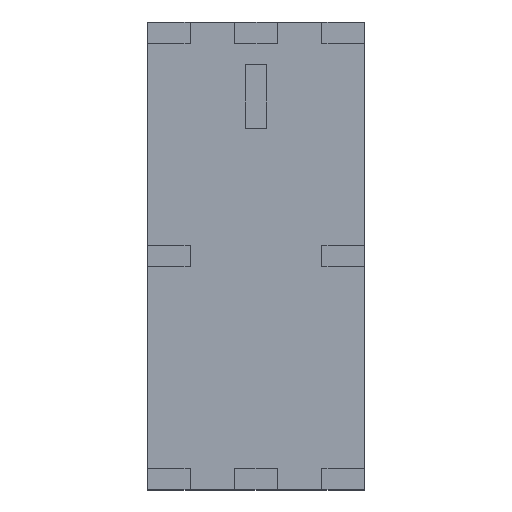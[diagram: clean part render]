
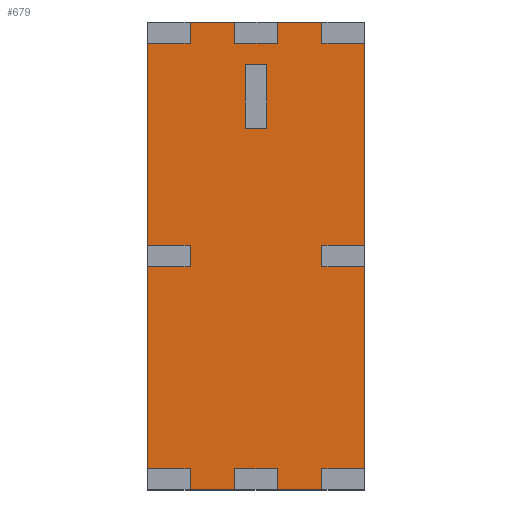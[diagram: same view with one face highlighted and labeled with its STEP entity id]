
A CAD part, top view. The second image highlights one B-rep face of the part: STEP entity #679.
In plain terms, the highlighted planar face has unit normal (0, 0, 1).
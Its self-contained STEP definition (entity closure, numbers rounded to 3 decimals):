
#679=ADVANCED_FACE('',(#1191,#1192),#1193,.T.);
#1191=FACE_BOUND('',#1434,.T.);
#1192=FACE_OUTER_BOUND('',#1435,.T.);
#1193=PLANE('',#1436);
#1434=EDGE_LOOP('',(#1943,#1944,#1945,#1946));
#1435=EDGE_LOOP('',(#1947,#1948,#1949,#1950,#1951,#1952,#1953,#1954,#1955,#1956,#1957,#1958,#1959,#1960,#1961,#1962,#1963,#1964,#1965,#1966,#1967,#1968,#1969,#1970,#1971,#1972,#1973,#1974));
#1436=AXIS2_PLACEMENT_3D('',#1975,#1976,#1977);
#1943=ORIENTED_EDGE('',*,*,#2423,.T.);
#1944=ORIENTED_EDGE('',*,*,#2424,.T.);
#1945=ORIENTED_EDGE('',*,*,#2419,.T.);
#1946=ORIENTED_EDGE('',*,*,#2416,.T.);
#1947=ORIENTED_EDGE('',*,*,#2391,.T.);
#1948=ORIENTED_EDGE('',*,*,#2340,.T.);
#1949=ORIENTED_EDGE('',*,*,#2412,.T.);
#1950=ORIENTED_EDGE('',*,*,#2336,.T.);
#1951=ORIENTED_EDGE('',*,*,#2333,.T.);
#1952=ORIENTED_EDGE('',*,*,#2394,.T.);
#1953=ORIENTED_EDGE('',*,*,#2410,.T.);
#1954=ORIENTED_EDGE('',*,*,#2341,.F.);
#1955=ORIENTED_EDGE('',*,*,#2345,.F.);
#1956=ORIENTED_EDGE('',*,*,#2402,.T.);
#1957=ORIENTED_EDGE('',*,*,#2348,.F.);
#1958=ORIENTED_EDGE('',*,*,#2352,.F.);
#1959=ORIENTED_EDGE('',*,*,#2355,.F.);
#1960=ORIENTED_EDGE('',*,*,#2400,.T.);
#1961=ORIENTED_EDGE('',*,*,#2358,.F.);
#1962=ORIENTED_EDGE('',*,*,#2362,.F.);
#1963=ORIENTED_EDGE('',*,*,#2398,.T.);
#1964=ORIENTED_EDGE('',*,*,#2368,.T.);
#1965=ORIENTED_EDGE('',*,*,#2371,.T.);
#1966=ORIENTED_EDGE('',*,*,#2374,.T.);
#1967=ORIENTED_EDGE('',*,*,#2396,.T.);
#1968=ORIENTED_EDGE('',*,*,#2378,.T.);
#1969=ORIENTED_EDGE('',*,*,#2381,.T.);
#1970=ORIENTED_EDGE('',*,*,#2425,.T.);
#1971=ORIENTED_EDGE('',*,*,#2385,.T.);
#1972=ORIENTED_EDGE('',*,*,#2388,.T.);
#1973=ORIENTED_EDGE('',*,*,#2409,.T.);
#1974=ORIENTED_EDGE('',*,*,#2411,.T.);
#1975=CARTESIAN_POINT('',(2.55,-5.5,1.5));
#1976=DIRECTION('',(0.0,0.0,1.0));
#1977=DIRECTION('',(0.,1.0,0.0));
#2333=EDGE_CURVE('',#2534,#2539,#2541,.T.);
#2336=EDGE_CURVE('',#2542,#2534,#2546,.T.);
#2340=EDGE_CURVE('',#2547,#2552,#2554,.T.);
#2341=EDGE_CURVE('',#2555,#2556,#2557,.T.);
#2345=EDGE_CURVE('',#2563,#2555,#2564,.T.);
#2348=EDGE_CURVE('',#2568,#2569,#2570,.T.);
#2352=EDGE_CURVE('',#2576,#2568,#2577,.T.);
#2355=EDGE_CURVE('',#2581,#2576,#2582,.T.);
#2358=EDGE_CURVE('',#2586,#2587,#2588,.T.);
#2362=EDGE_CURVE('',#2594,#2586,#2595,.T.);
#2368=EDGE_CURVE('',#2599,#2604,#2606,.T.);
#2371=EDGE_CURVE('',#2604,#2609,#2611,.T.);
#2374=EDGE_CURVE('',#2609,#2614,#2616,.T.);
#2378=EDGE_CURVE('',#2617,#2622,#2624,.T.);
#2381=EDGE_CURVE('',#2622,#2627,#2629,.T.);
#2385=EDGE_CURVE('',#2630,#2635,#2637,.T.);
#2388=EDGE_CURVE('',#2635,#2640,#2642,.T.);
#2391=EDGE_CURVE('',#2643,#2547,#2647,.T.);
#2394=EDGE_CURVE('',#2539,#2650,#2652,.T.);
#2396=EDGE_CURVE('',#2614,#2617,#2654,.T.);
#2398=EDGE_CURVE('',#2594,#2599,#2656,.T.);
#2400=EDGE_CURVE('',#2581,#2587,#2658,.T.);
#2402=EDGE_CURVE('',#2563,#2569,#2660,.T.);
#2409=EDGE_CURVE('',#2640,#2667,#2669,.T.);
#2410=EDGE_CURVE('',#2650,#2556,#2670,.T.);
#2411=EDGE_CURVE('',#2667,#2643,#2671,.T.);
#2412=EDGE_CURVE('',#2552,#2542,#2672,.T.);
#2416=EDGE_CURVE('',#2673,#2678,#2680,.T.);
#2419=EDGE_CURVE('',#2681,#2673,#2685,.T.);
#2423=EDGE_CURVE('',#2678,#2689,#2691,.T.);
#2424=EDGE_CURVE('',#2689,#2681,#2692,.T.);
#2425=EDGE_CURVE('',#2627,#2630,#2693,.T.);
#2534=VERTEX_POINT('',#2694);
#2539=VERTEX_POINT('',#2701);
#2541=LINE('',#2704,#2705);
#2542=VERTEX_POINT('',#2706);
#2546=LINE('',#2712,#2713);
#2547=VERTEX_POINT('',#2714);
#2552=VERTEX_POINT('',#2721);
#2554=LINE('',#2724,#2725);
#2555=VERTEX_POINT('',#2726);
#2556=VERTEX_POINT('',#2727);
#2557=LINE('',#2728,#2729);
#2563=VERTEX_POINT('',#2738);
#2564=LINE('',#2739,#2740);
#2568=VERTEX_POINT('',#2746);
#2569=VERTEX_POINT('',#2747);
#2570=LINE('',#2748,#2749);
#2576=VERTEX_POINT('',#2758);
#2577=LINE('',#2759,#2760);
#2581=VERTEX_POINT('',#2766);
#2582=LINE('',#2767,#2768);
#2586=VERTEX_POINT('',#2774);
#2587=VERTEX_POINT('',#2775);
#2588=LINE('',#2776,#2777);
#2594=VERTEX_POINT('',#2786);
#2595=LINE('',#2787,#2788);
#2599=VERTEX_POINT('',#2794);
#2604=VERTEX_POINT('',#2801);
#2606=LINE('',#2804,#2805);
#2609=VERTEX_POINT('',#2809);
#2611=LINE('',#2812,#2813);
#2614=VERTEX_POINT('',#2817);
#2616=LINE('',#2820,#2821);
#2617=VERTEX_POINT('',#2822);
#2622=VERTEX_POINT('',#2829);
#2624=LINE('',#2832,#2833);
#2627=VERTEX_POINT('',#2837);
#2629=LINE('',#2840,#2841);
#2630=VERTEX_POINT('',#2842);
#2635=VERTEX_POINT('',#2849);
#2637=LINE('',#2852,#2853);
#2640=VERTEX_POINT('',#2857);
#2642=LINE('',#2860,#2861);
#2643=VERTEX_POINT('',#2862);
#2647=LINE('',#2868,#2869);
#2650=VERTEX_POINT('',#2873);
#2652=LINE('',#2876,#2877);
#2654=LINE('',#2880,#2881);
#2656=LINE('',#2884,#2885);
#2658=LINE('',#2888,#2889);
#2660=LINE('',#2892,#2893);
#2667=VERTEX_POINT('',#2905);
#2669=LINE('',#2908,#2909);
#2670=LINE('',#2910,#2911);
#2671=LINE('',#2912,#2913);
#2672=LINE('',#2914,#2915);
#2673=VERTEX_POINT('',#2916);
#2678=VERTEX_POINT('',#2923);
#2680=LINE('',#2926,#2927);
#2681=VERTEX_POINT('',#2928);
#2685=LINE('',#2934,#2935);
#2689=VERTEX_POINT('',#2941);
#2691=LINE('',#2944,#2945);
#2692=LINE('',#2946,#2947);
#2693=LINE('',#2948,#2949);
#2694=CARTESIAN_POINT('',(1.55,-0.25,1.5));
#2701=CARTESIAN_POINT('',(1.55,0.25,1.5));
#2704=CARTESIAN_POINT('',(1.55,-5.5,1.5));
#2705=VECTOR('',#2953,1.0);
#2706=CARTESIAN_POINT('',(2.55,-0.25,1.5));
#2712=CARTESIAN_POINT('',(2.55,-0.25,1.5));
#2713=VECTOR('',#2956,1.0);
#2714=CARTESIAN_POINT('',(1.55,-5.0,1.5));
#2721=CARTESIAN_POINT('',(2.55,-5.0,1.5));
#2724=CARTESIAN_POINT('',(2.55,-5.0,1.5));
#2725=VECTOR('',#2960,1.0);
#2726=CARTESIAN_POINT('',(1.55,5.0,1.5));
#2727=CARTESIAN_POINT('',(2.55,5.0,1.5));
#2728=CARTESIAN_POINT('',(2.55,5.0,1.5));
#2729=VECTOR('',#2961,1.0);
#2738=CARTESIAN_POINT('',(1.55,5.5,1.5));
#2739=CARTESIAN_POINT('',(1.55,-5.5,1.5));
#2740=VECTOR('',#2965,1.0);
#2746=CARTESIAN_POINT('',(0.5,5.0,1.5));
#2747=CARTESIAN_POINT('',(0.5,5.5,1.5));
#2748=CARTESIAN_POINT('',(0.5,-5.5,1.5));
#2749=VECTOR('',#2968,1.0);
#2758=CARTESIAN_POINT('',(-0.5,5.0,1.5));
#2759=CARTESIAN_POINT('',(2.55,5.0,1.5));
#2760=VECTOR('',#2972,1.0);
#2766=CARTESIAN_POINT('',(-0.5,5.5,1.5));
#2767=CARTESIAN_POINT('',(-0.5,-5.5,1.5));
#2768=VECTOR('',#2975,1.0);
#2774=CARTESIAN_POINT('',(-1.55,5.0,1.5));
#2775=CARTESIAN_POINT('',(-1.55,5.5,1.5));
#2776=CARTESIAN_POINT('',(-1.55,-5.5,1.5));
#2777=VECTOR('',#2978,1.0);
#2786=CARTESIAN_POINT('',(-2.55,5.0,1.5));
#2787=CARTESIAN_POINT('',(2.55,5.0,1.5));
#2788=VECTOR('',#2982,1.0);
#2794=CARTESIAN_POINT('',(-2.55,0.25,1.5));
#2801=CARTESIAN_POINT('',(-1.55,0.25,1.5));
#2804=CARTESIAN_POINT('',(2.55,0.25,1.5));
#2805=VECTOR('',#2988,1.0);
#2809=CARTESIAN_POINT('',(-1.55,-0.25,1.5));
#2812=CARTESIAN_POINT('',(-1.55,-5.5,1.5));
#2813=VECTOR('',#2991,1.0);
#2817=CARTESIAN_POINT('',(-2.55,-0.25,1.5));
#2820=CARTESIAN_POINT('',(2.55,-0.25,1.5));
#2821=VECTOR('',#2994,1.0);
#2822=CARTESIAN_POINT('',(-2.55,-5.0,1.5));
#2829=CARTESIAN_POINT('',(-1.55,-5.0,1.5));
#2832=CARTESIAN_POINT('',(2.55,-5.0,1.5));
#2833=VECTOR('',#2998,1.0);
#2837=CARTESIAN_POINT('',(-1.55,-5.5,1.5));
#2840=CARTESIAN_POINT('',(-1.55,-5.5,1.5));
#2841=VECTOR('',#3001,1.0);
#2842=CARTESIAN_POINT('',(-0.5,-5.5,1.5));
#2849=CARTESIAN_POINT('',(-0.5,-5.0,1.5));
#2852=CARTESIAN_POINT('',(-0.5,-5.5,1.5));
#2853=VECTOR('',#3005,1.0);
#2857=CARTESIAN_POINT('',(0.5,-5.0,1.5));
#2860=CARTESIAN_POINT('',(2.55,-5.0,1.5));
#2861=VECTOR('',#3008,1.0);
#2862=CARTESIAN_POINT('',(1.55,-5.5,1.5));
#2868=CARTESIAN_POINT('',(1.55,-5.5,1.5));
#2869=VECTOR('',#3011,1.0);
#2873=CARTESIAN_POINT('',(2.55,0.25,1.5));
#2876=CARTESIAN_POINT('',(2.55,0.25,1.5));
#2877=VECTOR('',#3014,1.0);
#2880=CARTESIAN_POINT('',(-2.55,5.5,1.5));
#2881=VECTOR('',#3016,1.0);
#2884=CARTESIAN_POINT('',(-2.55,5.5,1.5));
#2885=VECTOR('',#3018,1.0);
#2888=CARTESIAN_POINT('',(2.55,5.5,1.5));
#2889=VECTOR('',#3020,1.0);
#2892=CARTESIAN_POINT('',(2.55,5.5,1.5));
#2893=VECTOR('',#3022,1.0);
#2905=CARTESIAN_POINT('',(0.5,-5.5,1.5));
#2908=CARTESIAN_POINT('',(0.5,-5.5,1.5));
#2909=VECTOR('',#3029,1.0);
#2910=CARTESIAN_POINT('',(2.55,-5.5,1.5));
#2911=VECTOR('',#3030,1.0);
#2912=CARTESIAN_POINT('',(-2.55,-5.5,1.5));
#2913=VECTOR('',#3031,1.0);
#2914=CARTESIAN_POINT('',(2.55,-5.5,1.5));
#2915=VECTOR('',#3032,1.0);
#2916=CARTESIAN_POINT('',(-0.25,4.5,1.5));
#2923=CARTESIAN_POINT('',(0.25,4.5,1.5));
#2926=CARTESIAN_POINT('',(2.55,4.5,1.5));
#2927=VECTOR('',#3036,1.0);
#2928=CARTESIAN_POINT('',(-0.25,3.0,1.5));
#2934=CARTESIAN_POINT('',(-0.25,-5.5,1.5));
#2935=VECTOR('',#3039,1.0);
#2941=CARTESIAN_POINT('',(0.25,3.0,1.5));
#2944=CARTESIAN_POINT('',(0.25,-5.5,1.5));
#2945=VECTOR('',#3043,1.0);
#2946=CARTESIAN_POINT('',(2.55,3.0,1.5));
#2947=VECTOR('',#3044,1.0);
#2948=CARTESIAN_POINT('',(-2.55,-5.5,1.5));
#2949=VECTOR('',#3045,1.0);
#2953=DIRECTION('',(0.,1.0,0.0));
#2956=DIRECTION('',(-1.0,0.,0.0));
#2960=DIRECTION('',(1.0,0.,0.0));
#2961=DIRECTION('',(1.0,0.,0.0));
#2965=DIRECTION('',(0.,-1.0,0.0));
#2968=DIRECTION('',(0.,1.0,0.0));
#2972=DIRECTION('',(1.0,0.,0.0));
#2975=DIRECTION('',(0.,-1.0,0.0));
#2978=DIRECTION('',(0.,1.0,0.0));
#2982=DIRECTION('',(1.0,0.,0.0));
#2988=DIRECTION('',(1.0,0.,0.0));
#2991=DIRECTION('',(0.,-1.0,0.0));
#2994=DIRECTION('',(-1.0,0.,0.0));
#2998=DIRECTION('',(1.0,0.,0.0));
#3001=DIRECTION('',(0.,-1.0,0.0));
#3005=DIRECTION('',(0.,1.0,0.0));
#3008=DIRECTION('',(1.0,0.,0.0));
#3011=DIRECTION('',(0.,1.0,0.0));
#3014=DIRECTION('',(1.0,0.,0.0));
#3016=DIRECTION('',(0.,-1.0,0.0));
#3018=DIRECTION('',(0.,-1.0,0.0));
#3020=DIRECTION('',(-1.0,0.,0.0));
#3022=DIRECTION('',(-1.0,0.,0.0));
#3029=DIRECTION('',(0.,-1.0,0.0));
#3030=DIRECTION('',(0.,1.0,0.0));
#3031=DIRECTION('',(1.0,0.,0.0));
#3032=DIRECTION('',(0.,1.0,0.0));
#3036=DIRECTION('',(1.0,0.,0.0));
#3039=DIRECTION('',(0.,1.0,0.0));
#3043=DIRECTION('',(0.,-1.0,0.0));
#3044=DIRECTION('',(-1.0,0.,0.0));
#3045=DIRECTION('',(1.0,0.,0.0));
